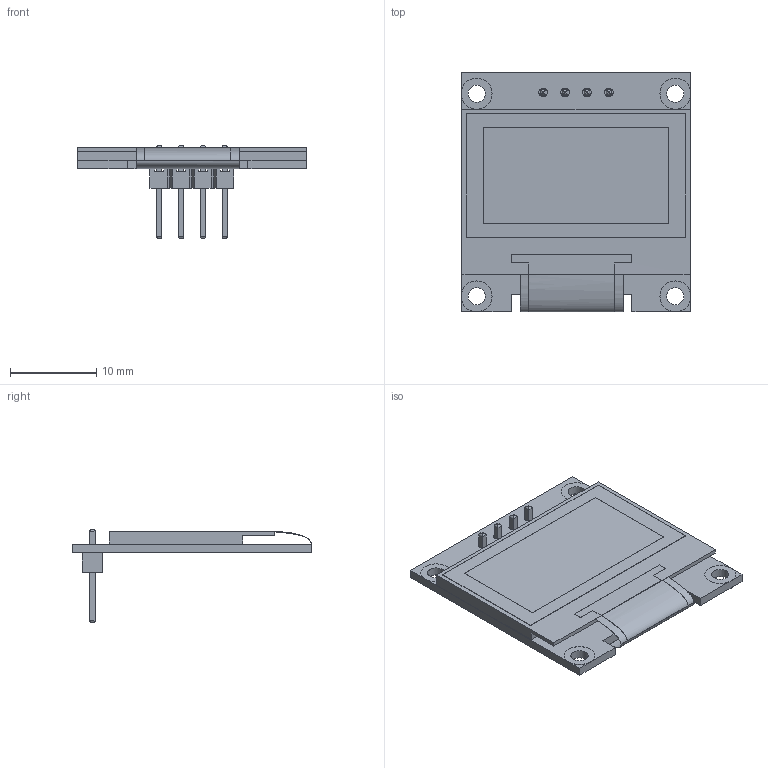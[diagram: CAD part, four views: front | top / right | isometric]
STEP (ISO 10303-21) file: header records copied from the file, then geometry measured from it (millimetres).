
FILE_DESCRIPTION(/* description */ (''),/* implementation_level */ '2;1');
FILE_NAME(/* name */ 'User Library-128x64I2COLEDDisplayAdafruit v1.step',/* time_stamp */ '2022-05-13T17:58:39+08:00',/* author */ (''),/* organization */ (''),/* preprocessor_version */ 'ST-DEVELOPER v18.1',/* originating_system */ 'Autodesk Translation Framework v10.14.0.1471',/* authorisation */ '');
FILE_SCHEMA (('AUTOMOTIVE_DESIGN { 1 0 10303 214 3 1 1 }'));
Length unit declared in the file: millimetre
Products named in the file (1): User Library-128x64I2COLEDDisplayAdafruit
Bounding box: 26.7 x 27.86 x 10.85 mm (x, y, z)
Volume: 1443.7 mm3; surface area: 2411.8 mm2
Topology: 4 solids, 4 shells, 192 faces, 467 edges, 293 vertices
Faces by surface type: plane 138, cylinder 48, bspline 6
Full cylindrical faces by diameter (mm): 1 x4, 2 x6, 3.6 x6
Entity records: 5889 total; most frequent: CARTESIAN_POINT 1163, ORIENTED_EDGE 934, DIRECTION 898, EDGE_CURVE 467, LINE 384, VECTOR 384, VERTEX_POINT 293, AXIS2_PLACEMENT_3D 257
